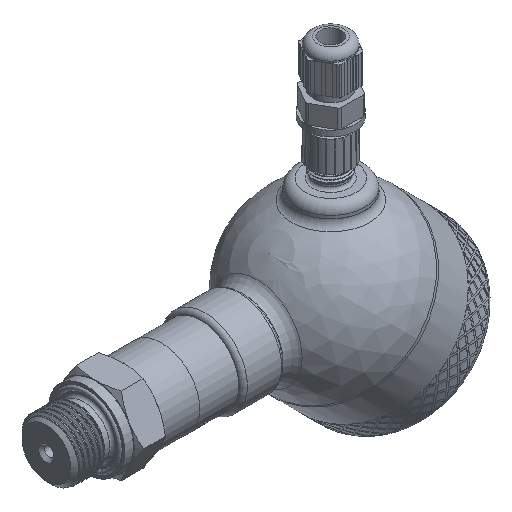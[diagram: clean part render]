
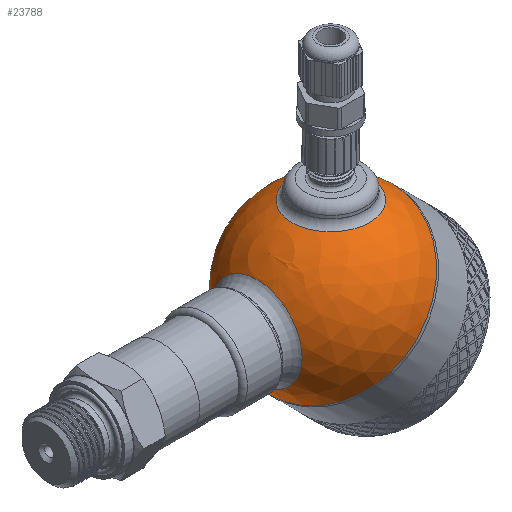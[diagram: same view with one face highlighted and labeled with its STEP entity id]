
A CAD part, isometric view. The second image highlights one B-rep face of the part: STEP entity #23788.
In plain terms, the highlighted spherical face has radius 30 mm.
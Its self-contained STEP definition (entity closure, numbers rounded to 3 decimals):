
#56=SPHERICAL_SURFACE('',#25256,30.);
#113=FACE_BOUND('',#3405,.T.);
#114=FACE_BOUND('',#3406,.T.);
#1850=FACE_OUTER_BOUND('',#3404,.T.);
#3404=EDGE_LOOP('',(#17305,#17306,#17307,#17308));
#3405=EDGE_LOOP('',(#17309));
#3406=EDGE_LOOP('',(#17310));
#4840=CIRCLE('',#25179,30.);
#4841=CIRCLE('',#25180,30.);
#4868=CIRCLE('',#25252,13.5);
#4871=CIRCLE('',#25257,30.);
#4872=CIRCLE('',#25258,15.643);
#9356=VERTEX_POINT('',#33024);
#9357=VERTEX_POINT('',#33026);
#9832=VERTEX_POINT('',#39088);
#9834=VERTEX_POINT('',#39095);
#9835=VERTEX_POINT('',#39097);
#11909=EDGE_CURVE('',#9356,#9357,#4840,.T.);
#11910=EDGE_CURVE('',#9357,#9356,#4841,.T.);
#12625=EDGE_CURVE('',#9832,#9832,#4868,.T.);
#12628=EDGE_CURVE('',#9357,#9834,#4871,.T.);
#12629=EDGE_CURVE('',#9835,#9835,#4872,.T.);
#17305=ORIENTED_EDGE('',*,*,#11910,.F.);
#17306=ORIENTED_EDGE('',*,*,#12628,.T.);
#17307=ORIENTED_EDGE('',*,*,#12628,.F.);
#17308=ORIENTED_EDGE('',*,*,#11909,.F.);
#17309=ORIENTED_EDGE('',*,*,#12629,.F.);
#17310=ORIENTED_EDGE('',*,*,#12625,.F.);
#23788=ADVANCED_FACE('',(#1850,#113,#114),#56,.T.);
#25179=AXIS2_PLACEMENT_3D('',#33027,#26516,#26517);
#25180=AXIS2_PLACEMENT_3D('',#33028,#26518,#26519);
#25252=AXIS2_PLACEMENT_3D('',#39089,#26914,#26915);
#25256=AXIS2_PLACEMENT_3D('',#39094,#26922,#26923);
#25257=AXIS2_PLACEMENT_3D('',#39096,#26924,#26925);
#25258=AXIS2_PLACEMENT_3D('',#39098,#26926,#26927);
#26516=DIRECTION('center_axis',(1.,0.,0.));
#26517=DIRECTION('ref_axis',(0.,1.,0.));
#26518=DIRECTION('center_axis',(1.,0.,0.));
#26519=DIRECTION('ref_axis',(0.,1.,0.));
#26914=DIRECTION('center_axis',(-0.707,0.,-0.707));
#26915=DIRECTION('ref_axis',(-0.707,0.,0.707));
#26922=DIRECTION('center_axis',(1.,0.,0.));
#26923=DIRECTION('ref_axis',(0.,-1.,0.));
#26924=DIRECTION('center_axis',(0.,0.,1.));
#26925=DIRECTION('ref_axis',(0.,1.,0.));
#26926=DIRECTION('center_axis',(-0.707,0.,0.707));
#26927=DIRECTION('ref_axis',(0.707,0.,0.707));
#33024=CARTESIAN_POINT('',(0.,-30.,0.));
#33026=CARTESIAN_POINT('',(0.,30.,0.));
#33027=CARTESIAN_POINT('Origin',(0.,0.,0.));
#33028=CARTESIAN_POINT('Origin',(0.,0.,0.));
#39088=CARTESIAN_POINT('',(-9.398,0.,-28.49));
#39089=CARTESIAN_POINT('Origin',(-18.944,0.,-18.944));
#39094=CARTESIAN_POINT('Origin',(0.,0.,0.));
#39095=CARTESIAN_POINT('',(-30.,0.,0.));
#39096=CARTESIAN_POINT('Origin',(0.,0.,0.));
#39097=CARTESIAN_POINT('',(-29.162,0.,7.04));
#39098=CARTESIAN_POINT('Origin',(-18.101,0.,18.101));
